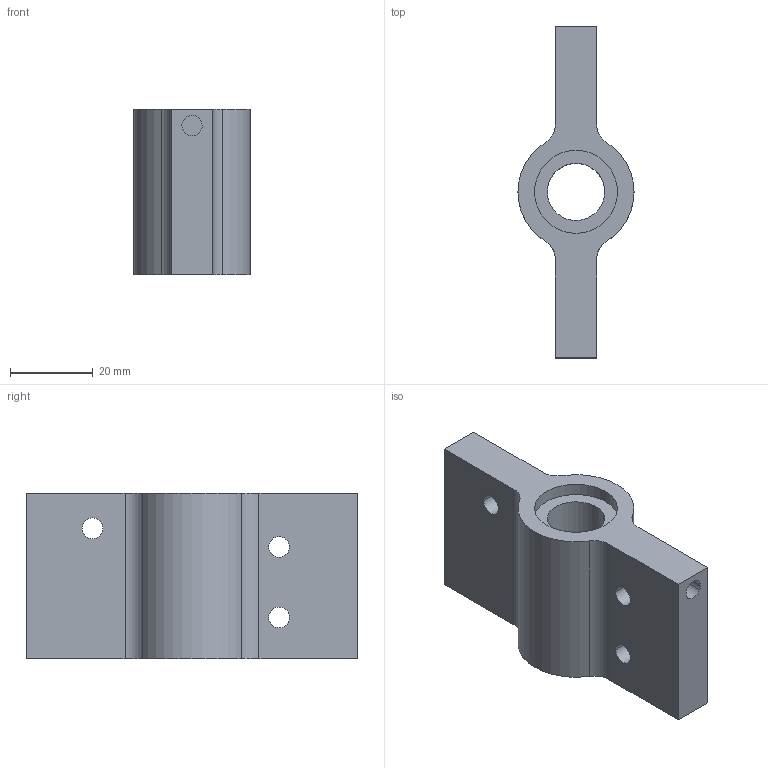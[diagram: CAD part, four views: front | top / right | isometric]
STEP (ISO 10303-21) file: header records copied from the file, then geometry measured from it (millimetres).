
FILE_DESCRIPTION(('CATIA V5 STEP Exchange'),'2;1');
FILE_NAME('Porte fusee[21970].stp','2020-03-03T16:38:48+00:00',('none'),('none'),'CATIA Version 5 Release 20 GA (IN-10)','CATIA V5 STEP AP203','none');
FILE_SCHEMA(('CONFIG_CONTROL_DESIGN'));
Length unit declared in the file: millimetre
Products named in the file (1): Part1
Bounding box: 28 x 80 x 40 mm (x, y, z)
Volume: 38147.8 mm3; surface area: 12390.8 mm2
Topology: 1 solids, 1 shells, 31 faces, 78 edges, 52 vertices
Faces by surface type: cylinder 20, plane 11
Entity records: 929 total; most frequent: ORIENTED_EDGE 156, CARTESIAN_POINT 154, DIRECTION 124, EDGE_CURVE 78, AXIS2_PLACEMENT_3D 64, VERTEX_POINT 52, EDGE_LOOP 42, CIRCLE 40
